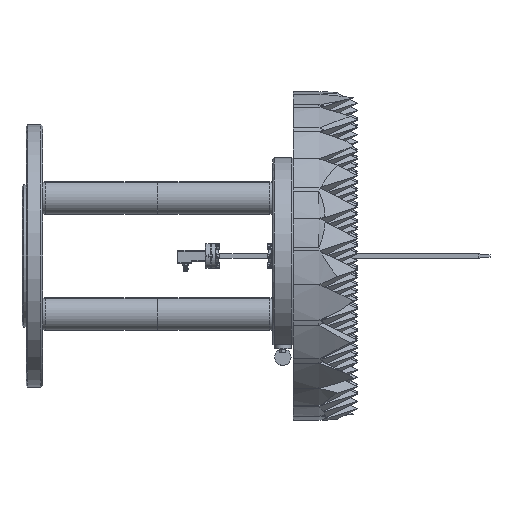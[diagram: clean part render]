
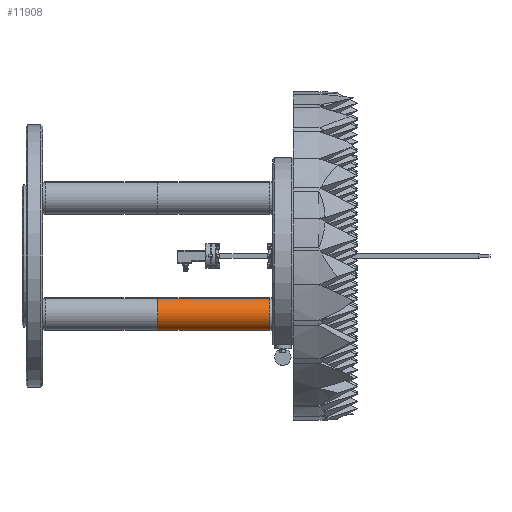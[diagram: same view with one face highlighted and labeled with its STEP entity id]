
A CAD part, left-side view. The second image highlights one B-rep face of the part: STEP entity #11908.
In plain terms, the highlighted cylindrical face has radius 12.7 mm (diameter 25.4 mm), a partial arc.
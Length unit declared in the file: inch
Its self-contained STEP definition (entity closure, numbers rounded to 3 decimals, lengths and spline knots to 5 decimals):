
#2269 = CARTESIAN_POINT ( 'NONE',  ( -1.91088, -3.51, -1.28869 ) ) ;
#6225 = VERTEX_POINT ( 'NONE', #15782 ) ;
#7391 = DIRECTION ( 'NONE',  ( 0., -1., 0. ) ) ;
#7696 = CARTESIAN_POINT ( 'NONE',  ( -1.76777, -6.28594, -1.76777 ) ) ;
#10631 = CIRCLE ( 'NONE', #15544, 0.5 ) ;
#11597 = CARTESIAN_POINT ( 'NONE',  ( -1.91088, -6.91, -1.28869 ) ) ;
#11622 = VERTEX_POINT ( 'NONE', #2269 ) ;
#11908 = ADVANCED_FACE ( 'NONE', ( #35398 ), #26148, .T. ) ;
#13980 = ORIENTED_EDGE ( 'NONE', *, *, #42168, .T. ) ;
#15544 = AXIS2_PLACEMENT_3D ( 'NONE', #57822, #34486, #53217 ) ;
#15782 = CARTESIAN_POINT ( 'NONE',  ( -1.62465, -6.91, -2.24685 ) ) ;
#16193 = LINE ( 'NONE', #11597, #31573 ) ;
#17889 = VERTEX_POINT ( 'NONE', #50057 ) ;
#21079 = CARTESIAN_POINT ( 'NONE',  ( -1.62465, -3.51, -2.24685 ) ) ;
#24126 = EDGE_LOOP ( 'NONE', ( #41877, #44280, #31498, #13980 ) ) ;
#25334 = DIRECTION ( 'NONE',  ( 0., 1., 0. ) ) ;
#26148 = CYLINDRICAL_SURFACE ( 'NONE', #27471, 0.5 ) ;
#27471 = AXIS2_PLACEMENT_3D ( 'NONE', #7696, #7391, #35684 ) ;
#27950 = EDGE_CURVE ( 'NONE', #17889, #6225, #10631, .T. ) ;
#28185 = DIRECTION ( 'NONE',  ( 0., -1., 0. ) ) ;
#30106 = VERTEX_POINT ( 'NONE', #21079 ) ;
#30301 = EDGE_CURVE ( 'NONE', #30106, #11622, #35733, .T. ) ;
#31498 = ORIENTED_EDGE ( 'NONE', *, *, #27950, .F. ) ;
#31573 = VECTOR ( 'NONE', #38668, 39.37008 ) ;
#34486 = DIRECTION ( 'NONE',  ( 0., -1., 0. ) ) ;
#35195 = CARTESIAN_POINT ( 'NONE',  ( -1.76777, -3.51, -1.76777 ) ) ;
#35398 = FACE_OUTER_BOUND ( 'NONE', #24126, .T. ) ;
#35684 = DIRECTION ( 'NONE',  ( 0.286, 0., -0.958 ) ) ;
#35733 = CIRCLE ( 'NONE', #57364, 0.5 ) ;
#36606 = VECTOR ( 'NONE', #28185, 39.37008 ) ;
#38668 = DIRECTION ( 'NONE',  ( 0., 1., 0. ) ) ;
#38948 = LINE ( 'NONE', #42622, #36606 ) ;
#41877 = ORIENTED_EDGE ( 'NONE', *, *, #30301, .F. ) ;
#42168 = EDGE_CURVE ( 'NONE', #17889, #11622, #16193, .T. ) ;
#42622 = CARTESIAN_POINT ( 'NONE',  ( -1.62465, -3.51, -2.24685 ) ) ;
#44280 = ORIENTED_EDGE ( 'NONE', *, *, #54174, .T. ) ;
#50057 = CARTESIAN_POINT ( 'NONE',  ( -1.91088, -6.91, -1.28869 ) ) ;
#53021 = DIRECTION ( 'NONE',  ( 0.286, 0., -0.958 ) ) ;
#53217 = DIRECTION ( 'NONE',  ( -0.286, 0., 0.958 ) ) ;
#54174 = EDGE_CURVE ( 'NONE', #30106, #6225, #38948, .T. ) ;
#57364 = AXIS2_PLACEMENT_3D ( 'NONE', #35195, #25334, #53021 ) ;
#57822 = CARTESIAN_POINT ( 'NONE',  ( -1.76777, -6.91, -1.76777 ) ) ;
